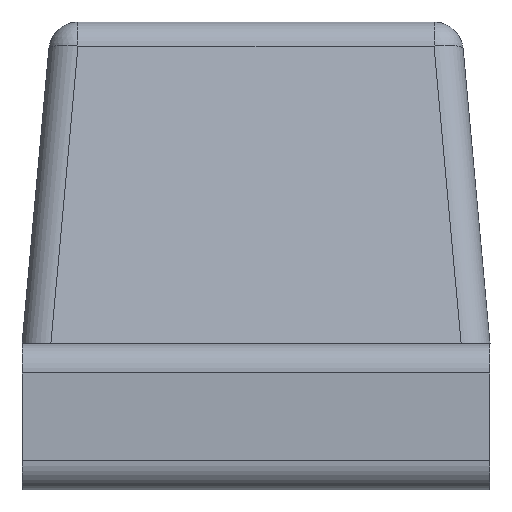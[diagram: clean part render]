
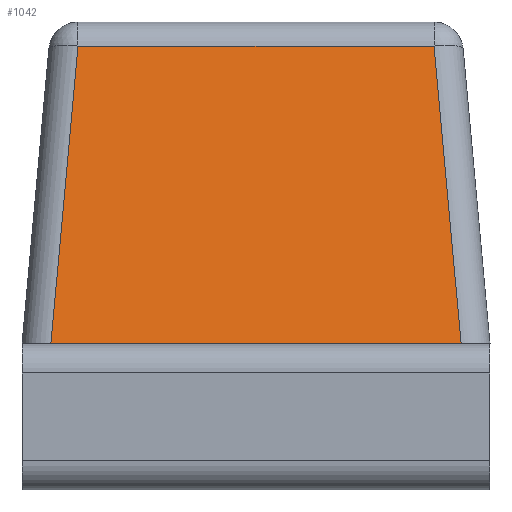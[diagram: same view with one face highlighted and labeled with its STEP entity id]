
A CAD part, left-side view. The second image highlights one B-rep face of the part: STEP entity #1042.
In plain terms, the highlighted planar face has unit normal (-0.984, 0, 0.179).
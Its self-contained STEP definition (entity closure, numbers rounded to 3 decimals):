
#526=CARTESIAN_POINT('',(-0.407,0.304,0.759));
#527=VERTEX_POINT('',#526);
#570=CARTESIAN_POINT('',(-0.407,-0.304,0.759));
#571=VERTEX_POINT('',#570);
#595=CARTESIAN_POINT('',(-0.407,0.304,0.759));
#596=DIRECTION('',(0.0,-1.0,0.0));
#597=VECTOR('',#596,0.609);
#598=LINE('',#595,#597);
#599=EDGE_CURVE('',#527,#571,#598,.T.);
#616=CARTESIAN_POINT('',(-0.5,-0.351,0.25));
#617=VERTEX_POINT('',#616);
#634=CARTESIAN_POINT('',(-0.407,-0.304,0.759));
#635=DIRECTION('',(-0.178,-0.089,-0.98));
#636=VECTOR('',#635,0.519);
#637=LINE('',#634,#636);
#638=EDGE_CURVE('',#571,#617,#637,.T.);
#694=CARTESIAN_POINT('',(-0.5,0.351,0.25));
#695=VERTEX_POINT('',#694);
#703=CARTESIAN_POINT('',(-0.5,0.351,0.25));
#704=DIRECTION('',(0.178,-0.089,0.98));
#705=VECTOR('',#704,0.519);
#706=LINE('',#703,#705);
#707=EDGE_CURVE('',#695,#527,#706,.T.);
#856=CARTESIAN_POINT('',(-0.5,-0.351,0.25));
#857=DIRECTION('',(0.0,1.0,0.0));
#858=VECTOR('',#857,0.701);
#859=LINE('',#856,#858);
#860=EDGE_CURVE('',#617,#695,#859,.T.);
#1031=CARTESIAN_POINT('',(-0.45,0.,0.525));
#1032=DIRECTION('',(-0.984,0.,0.179));
#1033=DIRECTION('',(0.179,0.0,0.984));
#1034=AXIS2_PLACEMENT_3D('',#1031,#1032,#1033);
#1035=PLANE('',#1034);
#1036=ORIENTED_EDGE('',*,*,#707,.F.);
#1037=ORIENTED_EDGE('',*,*,#860,.F.);
#1038=ORIENTED_EDGE('',*,*,#638,.F.);
#1039=ORIENTED_EDGE('',*,*,#599,.F.);
#1040=EDGE_LOOP('',(#1036,#1037,#1038,#1039));
#1041=FACE_OUTER_BOUND('',#1040,.T.);
#1042=ADVANCED_FACE('',(#1041),#1035,.T.);
